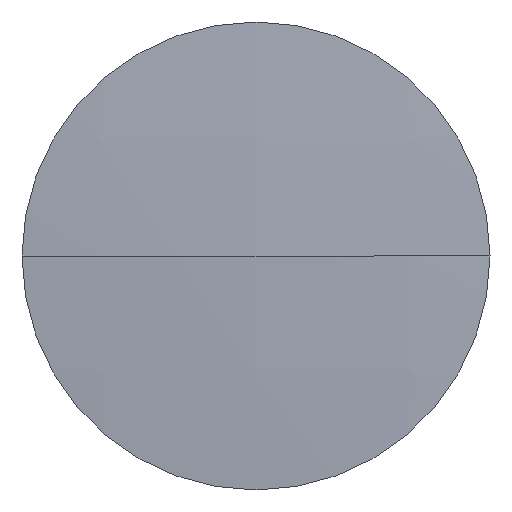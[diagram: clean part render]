
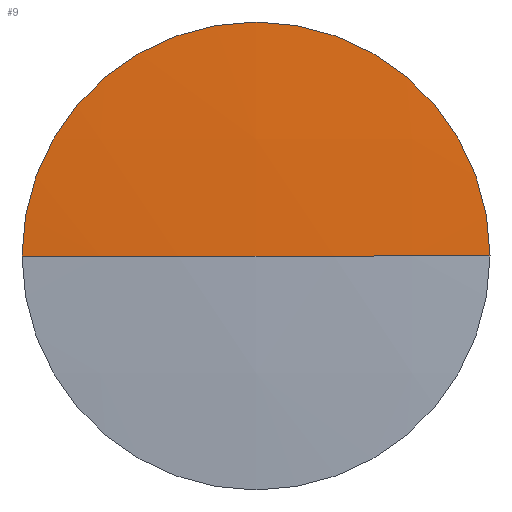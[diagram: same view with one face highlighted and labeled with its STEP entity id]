
A CAD part, left-side view. The second image highlights one B-rep face of the part: STEP entity #9.
In plain terms, the highlighted spherical face has radius 181.9 mm.
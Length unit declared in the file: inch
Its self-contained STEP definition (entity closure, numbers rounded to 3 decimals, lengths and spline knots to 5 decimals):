
#9 = ADVANCED_FACE ( 'NONE', ( #65 ), #93, .T. ) ;
#21 = EDGE_LOOP ( 'NONE', ( #22, #25, #27 ) ) ;
#22 = ORIENTED_EDGE ( 'NONE', *, *, #23, .F. ) ;
#23 = EDGE_CURVE ( 'NONE', #24, #39, #151, .T. ) ;
#24 = VERTEX_POINT ( 'NONE', #146 ) ;
#25 = ORIENTED_EDGE ( 'NONE', *, *, #26, .T. ) ;
#26 = EDGE_CURVE ( 'NONE', #24, #40, #144, .T. ) ;
#27 = ORIENTED_EDGE ( 'NONE', *, *, #38, .F. ) ;
#38 = EDGE_CURVE ( 'NONE', #39, #40, #205, .T. ) ;
#39 = VERTEX_POINT ( 'NONE', #201 ) ;
#40 = VERTEX_POINT ( 'NONE', #200 ) ;
#65 = FACE_OUTER_BOUND ( 'NONE', #21, .T. ) ;
#90 = DIRECTION ( 'NONE',  ( 0., 1., 0. ) ) ;
#91 = DIRECTION ( 'NONE',  ( 0., 0., 1. ) ) ;
#92 = AXIS2_PLACEMENT_3D ( 'NONE', #95, #91, #90 ) ;
#93 = SPHERICAL_SURFACE ( 'NONE', #92, 7.16142 ) ;
#95 = CARTESIAN_POINT ( 'NONE',  ( 0.08204, -0.00926, -0.037 ) ) ;
#140 = DIRECTION ( 'NONE',  ( 0., -1., 0. ) ) ;
#141 = DIRECTION ( 'NONE',  ( 0., 0., 1. ) ) ;
#142 = CARTESIAN_POINT ( 'NONE',  ( 0.08204, -0.00926, -0.037 ) ) ;
#143 = AXIS2_PLACEMENT_3D ( 'NONE', #142, #141, #140 ) ;
#144 = CIRCLE ( 'NONE', #143, 7.16142 ) ;
#146 = CARTESIAN_POINT ( 'NONE',  ( -7.07937, -0.00926, -0.037 ) ) ;
#147 = DIRECTION ( 'NONE',  ( -1., 0., 0. ) ) ;
#148 = DIRECTION ( 'NONE',  ( 0., 0., -1. ) ) ;
#149 = CARTESIAN_POINT ( 'NONE',  ( 0.08204, -0.00926, -0.037 ) ) ;
#150 = AXIS2_PLACEMENT_3D ( 'NONE', #149, #148, #147 ) ;
#151 = CIRCLE ( 'NONE', #150, 7.16142 ) ;
#200 = CARTESIAN_POINT ( 'NONE',  ( -7.0619, -0.50926, -0.037 ) ) ;
#201 = CARTESIAN_POINT ( 'NONE',  ( -7.0619, 0.49074, -0.037 ) ) ;
#202 = DIRECTION ( 'NONE',  ( 0., 1., 0. ) ) ;
#203 = DIRECTION ( 'NONE',  ( 1., 0., 0. ) ) ;
#204 = AXIS2_PLACEMENT_3D ( 'NONE', #209, #203, #202 ) ;
#205 = CIRCLE ( 'NONE', #204, 0.5 ) ;
#209 = CARTESIAN_POINT ( 'NONE',  ( -7.0619, -0.00926, -0.037 ) ) ;
